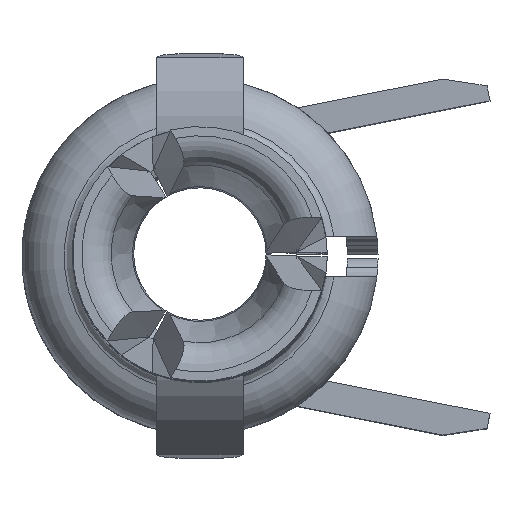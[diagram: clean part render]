
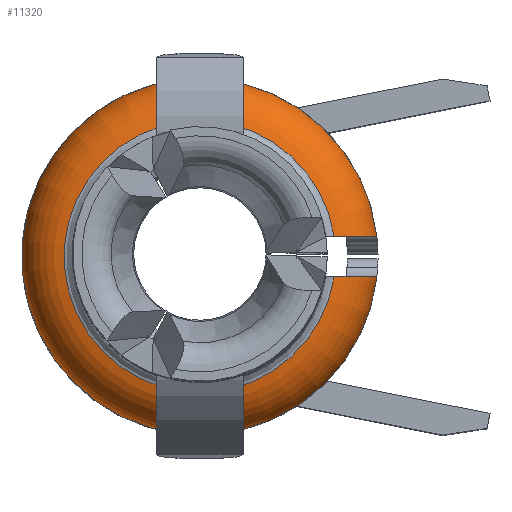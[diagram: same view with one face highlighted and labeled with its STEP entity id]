
A CAD part, top view. The second image highlights one B-rep face of the part: STEP entity #11320.
In plain terms, the highlighted toroidal (fillet/blend) face has major radius 1.25 mm and minor radius 0.5 mm.
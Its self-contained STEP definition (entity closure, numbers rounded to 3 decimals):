
#9810=CARTESIAN_POINT('',(55.,21.,15.7));
#9820=DIRECTION('',(0.,0.,-1.));
#9830=DIRECTION('',(0.,-1.,0.));
#9840=AXIS2_PLACEMENT_3D('',#9810,#9820,#9830);
#9850=TOROIDAL_SURFACE('',#9840,1.25,0.5);
#9860=CARTESIAN_POINT('',(54.8,21.,16.189));
#9870=DIRECTION('',(-1.,0.,0.));
#9880=DIRECTION('',(0.,0.,-1.));
#9890=AXIS2_PLACEMENT_3D('',#9860,#9870,#9880);
#9900=PLANE('',#9890);
#9910=CARTESIAN_POINT('',(54.8,22.318,15.207));
#9920=CARTESIAN_POINT('',(54.8,22.333,15.209));
#9930=CARTESIAN_POINT('',(54.8,22.347,15.212));
#9940=CARTESIAN_POINT('',(54.8,22.361,15.216));
#9950=CARTESIAN_POINT('',(54.8,22.376,15.22));
#9960=CARTESIAN_POINT('',(54.8,22.39,15.224));
#9970=CARTESIAN_POINT('',(54.8,22.404,15.229));
#9980=CARTESIAN_POINT('',(54.8,22.417,15.234));
#9990=CARTESIAN_POINT('',(54.8,22.431,15.239));
#10000=CARTESIAN_POINT('',(54.8,22.444,15.245));
#10010=CARTESIAN_POINT('',(54.8,22.458,15.251));
#10020=CARTESIAN_POINT('',(54.8,22.471,15.258));
#10030=CARTESIAN_POINT('',(54.8,22.483,15.265));
#10040=CARTESIAN_POINT('',(54.8,22.496,15.272));
#10050=CARTESIAN_POINT('',(54.8,22.509,15.28));
#10060=CARTESIAN_POINT('',(54.8,22.521,15.288));
#10070=CARTESIAN_POINT('',(54.8,22.533,15.297));
#10080=CARTESIAN_POINT('',(54.8,22.545,15.306));
#10090=CARTESIAN_POINT('',(54.8,22.556,15.315));
#10100=CARTESIAN_POINT('',(54.8,22.568,15.324));
#10110=CARTESIAN_POINT('',(54.8,22.578,15.334));
#10120=CARTESIAN_POINT('',(54.8,22.589,15.344));
#10130=CARTESIAN_POINT('',(54.8,22.594,15.349));
#10140=CARTESIAN_POINT('',(54.8,22.599,15.355));
#10150=CARTESIAN_POINT('',(54.8,22.604,15.36));
#10160=CARTESIAN_POINT('',(54.8,22.609,15.365));
#10170=CARTESIAN_POINT('',(54.8,22.614,15.371));
#10180=CARTESIAN_POINT('',(54.8,22.619,15.376));
#10190=CARTESIAN_POINT('',(54.8,22.628,15.388));
#10200=CARTESIAN_POINT('',(54.8,22.637,15.399));
#10210=CARTESIAN_POINT('',(54.8,22.646,15.411));
#10220=CARTESIAN_POINT('',(54.8,22.655,15.423));
#10230=CARTESIAN_POINT('',(54.8,22.663,
15.435));
#10240=CARTESIAN_POINT('',(54.8,22.67,
15.448));
#10250=CARTESIAN_POINT('',(54.8,22.677,
15.461));
#10260=CARTESIAN_POINT('',(54.8,22.684,15.474));
#10270=CARTESIAN_POINT('',(54.8,22.691,15.487));
#10280=CARTESIAN_POINT('',(54.8,22.697,15.5));
#10290=CARTESIAN_POINT('',(54.8,22.703,15.514));
#10300=CARTESIAN_POINT('',(54.8,22.708,15.527));
#10310=CARTESIAN_POINT('',(54.8,22.713,15.541));
#10320=CARTESIAN_POINT('',(54.8,22.717,15.555));
#10330=CARTESIAN_POINT('',(54.8,22.721,15.569));
#10340=CARTESIAN_POINT('',(54.8,22.725,15.583));
#10350=CARTESIAN_POINT('',(54.8,22.728,15.598));
#10360=CARTESIAN_POINT('',(54.8,22.731,15.612));
#10370=CARTESIAN_POINT('',(54.8,22.733,15.627));
#10380=CARTESIAN_POINT('',(54.8,22.735,15.641));
#10390=CARTESIAN_POINT('',(54.8,22.737,15.656));
#10400=CARTESIAN_POINT('',(54.8,22.738,15.671));
#10410=CARTESIAN_POINT('',(54.8,22.739,15.685));
#10420=CARTESIAN_POINT('',(54.8,22.739,15.7));
#10430=B_SPLINE_CURVE_WITH_KNOTS('',3,(#9910,#9920,#9930,#9940,#9950,
#9960,#9970,#9980,#9990,#10000,#10010,#10020,#10030,#10040,#10050,#10060
,#10070,#10080,#10090,#10100,#10110,#10120,#10130,#10140,#10150,#10160,
#10170,#10180,#10190,#10200,#10210,#10220,#10230,#10240,#10250,#10260,
#10270,#10280,#10290,#10300,#10310,#10320,#10330,#10340,#10350,#10360,
#10370,#10380,#10390,#10400,#10410,#10420),.UNSPECIFIED.,.F.,.F.,(4,3,3,
3,3,3,3,3,3,3,3,3,3,3,3,3,3,4),(0.,0.044,0.088
,0.132,0.176,0.22,0.264
,0.308,0.33,0.352,0.396
,0.44,0.484,0.528,0.572
,0.616,0.66,0.704),.UNSPECIFIED.);
#10440=SURFACE_CURVE('',#10430,(#9850,#9900),.CURVE_3D.);
#10450=CARTESIAN_POINT('',(54.8,22.318,15.207));
#10460=VERTEX_POINT('',#10450);
#10470=CARTESIAN_POINT('',(54.8,22.739,
15.7));
#10480=VERTEX_POINT('',#10470);
#10490=EDGE_CURVE('',#10460,#10480,#10440,.T.);
#10500=ORIENTED_EDGE('',*,*,#10490,.F.);
#10510=CARTESIAN_POINT('',(55.,21.,15.7));
#10520=DIRECTION('',(0.,0.,-1.));
#10530=DIRECTION('',(0.,-1.,0.));
#10540=AXIS2_PLACEMENT_3D('',#10510,#10520,#10530);
#10550=CIRCLE('',#10540,1.75);
#10560=CARTESIAN_POINT('',(55.2,22.739,
15.7));
#10570=VERTEX_POINT('',#10560);
#10580=EDGE_CURVE('',#10570,#10480,#10550,.T.);
#10590=ORIENTED_EDGE('',*,*,#10580,.T.);
#10600=CARTESIAN_POINT('',(55.2,21.,15.211));
#10610=DIRECTION('',(1.,0.,0.));
#10620=DIRECTION('',(0.,0.,1.));
#10630=AXIS2_PLACEMENT_3D('',#10600,#10610,#10620);
#10640=PLANE('',#10630);
#10650=CARTESIAN_POINT('',(55.2,22.739,15.7));
#10660=CARTESIAN_POINT('',(55.2,22.739,15.693));
#10670=CARTESIAN_POINT('',(55.2,22.738,15.685));
#10680=CARTESIAN_POINT('',(55.2,22.738,15.678));
#10690=CARTESIAN_POINT('',(55.2,22.738,15.671));
#10700=CARTESIAN_POINT('',(55.2,22.737,15.664));
#10710=CARTESIAN_POINT('',(55.2,22.737,15.656));
#10720=CARTESIAN_POINT('',(55.2,22.735,15.642));
#10730=CARTESIAN_POINT('',(55.2,22.733,15.627));
#10740=CARTESIAN_POINT('',(55.2,22.731,15.613));
#10750=CARTESIAN_POINT('',(55.2,22.728,15.598));
#10760=CARTESIAN_POINT('',(55.2,22.725,15.584));
#10770=CARTESIAN_POINT('',(55.2,22.721,15.569));
#10780=CARTESIAN_POINT('',(55.2,22.717,15.555));
#10790=CARTESIAN_POINT('',(55.2,22.713,15.541));
#10800=CARTESIAN_POINT('',(55.2,22.708,15.527));
#10810=CARTESIAN_POINT('',(55.2,22.703,15.514));
#10820=CARTESIAN_POINT('',(55.2,22.697,15.5));
#10830=CARTESIAN_POINT('',(55.2,22.691,15.487));
#10840=CARTESIAN_POINT('',(55.2,22.684,15.474));
#10850=CARTESIAN_POINT('',(55.2,22.677,15.461));
#10860=CARTESIAN_POINT('',(55.2,22.67,15.448));
#10870=CARTESIAN_POINT('',(55.2,22.663,15.436));
#10880=CARTESIAN_POINT('',(55.2,22.655,15.423));
#10890=CARTESIAN_POINT('',(55.2,22.646,15.411));
#10900=CARTESIAN_POINT('',(55.2,22.637,15.399));
#10910=CARTESIAN_POINT('',(55.2,22.628,15.388));
#10920=CARTESIAN_POINT('',(55.2,22.619,15.376));
#10930=CARTESIAN_POINT('',(55.2,22.609,15.365));
#10940=CARTESIAN_POINT('',(55.2,22.599,15.355));
#10950=CARTESIAN_POINT('',(55.2,22.589,15.344));
#10960=CARTESIAN_POINT('',(55.2,22.578,15.334));
#10970=CARTESIAN_POINT('',(55.2,22.568,15.324));
#10980=CARTESIAN_POINT('',(55.2,22.556,15.315));
#10990=CARTESIAN_POINT('',(55.2,22.545,15.306));
#11000=CARTESIAN_POINT('',(55.2,22.533,15.297));
#11010=CARTESIAN_POINT('',(55.2,22.521,15.289));
#11020=CARTESIAN_POINT('',(55.2,22.509,15.28));
#11030=CARTESIAN_POINT('',(55.2,22.496,15.272));
#11040=CARTESIAN_POINT('',(55.2,22.483,15.265));
#11050=CARTESIAN_POINT('',(55.2,22.471,15.258));
#11060=CARTESIAN_POINT('',(55.2,22.458,15.251));
#11070=CARTESIAN_POINT('',(55.2,22.444,15.245));
#11080=CARTESIAN_POINT('',(55.2,22.431,15.239));
#11090=CARTESIAN_POINT('',(55.2,22.417,15.234));
#11100=CARTESIAN_POINT('',(55.2,22.403,15.229));
#11110=CARTESIAN_POINT('',(55.2,22.39,15.224));
#11120=CARTESIAN_POINT('',(55.2,22.376,15.22));
#11130=CARTESIAN_POINT('',(55.2,22.361,15.216));
#11140=CARTESIAN_POINT('',(55.2,22.347,15.212));
#11150=CARTESIAN_POINT('',(55.2,22.333,15.209));
#11160=CARTESIAN_POINT('',(55.2,22.318,15.207));
#11170=B_SPLINE_CURVE_WITH_KNOTS('',3,(#10650,#10660,#10670,#10680,
#10690,#10700,#10710,#10720,#10730,#10740,#10750,#10760,#10770,#10780,
#10790,#10800,#10810,#10820,#10830,#10840,#10850,#10860,#10870,#10880,
#10890,#10900,#10910,#10920,#10930,#10940,#10950,#10960,#10970,#10980,
#10990,#11000,#11010,#11020,#11030,#11040,#11050,#11060,#11070,#11080,
#11090,#11100,#11110,#11120,#11130,#11140,#11150,#11160),.UNSPECIFIED.,
.F.,.F.,(4,3,3,3,3,3,3,3,3,3,3,3,3,3,3,3,3,4),(0.,0.022,
0.044,0.088,0.132,0.176,
0.22,0.264,0.308,0.352,
0.396,0.44,0.484,0.528,
0.573,0.616,0.66,0.704),
.UNSPECIFIED.);
#11180=SURFACE_CURVE('',#11170,(#9850,#10640),.CURVE_3D.);
#11190=CARTESIAN_POINT('',(55.2,22.318,15.207));
#11200=VERTEX_POINT('',#11190);
#11210=EDGE_CURVE('',#10570,#11200,#11180,.T.);
#11220=ORIENTED_EDGE('',*,*,#11210,.F.);
#11230=CARTESIAN_POINT('',(55.,21.,15.207));
#11240=DIRECTION('',(0.,0.,-1.));
#11250=DIRECTION('',(0.,-1.,0.));
#11260=AXIS2_PLACEMENT_3D('',#11230,#11240,#11250);
#11270=CIRCLE('',#11260,1.333);
#11280=EDGE_CURVE('',#11200,#10460,#11270,.T.);
#11290=ORIENTED_EDGE('',*,*,#11280,.F.);
#11300=EDGE_LOOP('',(#11290,#11220,#10590,#10500));
#11310=FACE_OUTER_BOUND('',#11300,.T.);
#11320=ADVANCED_FACE('',(#11310),#9850,.T.);
